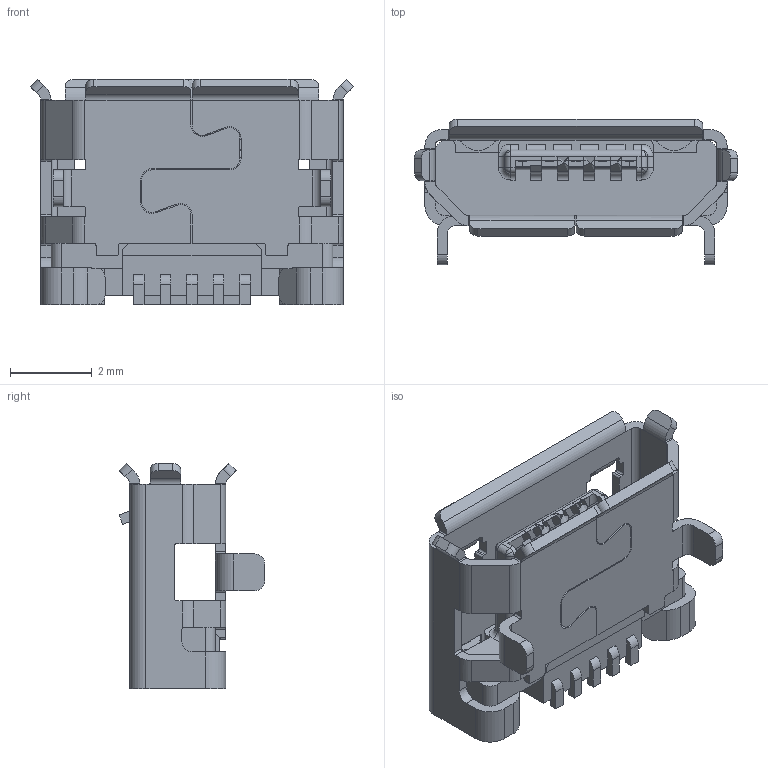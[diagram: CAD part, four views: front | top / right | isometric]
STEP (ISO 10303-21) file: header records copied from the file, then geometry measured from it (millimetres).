
FILE_DESCRIPTION(('CoCreate Modeling STEP Export'),'2;1');
FILE_NAME('3d-A4A0504-A.stp','2010-07-26T13:41:44',(''),(''),'CoCreate Modeling STEP processor for AP214 (Solid Model)','CoCreate Modeling 16.00 13-May-2008 (C) Parametric Technology GmbH','');
FILE_SCHEMA(('AUTOMOTIVE_DESIGN { 1 0 10303 214 1 1 1 1 }'));
Length unit declared in the file: millimetre
Products named in the file (4): 2301-0021_26_.2; 1002-0144; 1001-0076_ASM_28__ASM; A4A0504-A.stp
Assembly tree (3 placements, depth 4):
  A4A0504-A.stp
    1001-0076_ASM_28__ASM
      1002-0144
        2301-0021_26_.2
Bounding box: 7.91 x 3.57 x 5.52 mm (x, y, z)
Surface area: 245 mm2 (no closed solid volume)
Topology: 0 solids, 1 shells, 613 faces, 1787 edges, 1139 vertices
Faces by surface type: plane 387, cylinder 206, cone 8, sphere 8, torus 4
Full cylindrical faces by diameter (mm): 0.3 x1
Entity records: 19719 total; most frequent: CARTESIAN_POINT 3578, ORIENTED_EDGE 3554, DIRECTION 3253, EDGE_CURVE 1767, VECTOR 1231, LINE 1231, VERTEX_POINT 1136, AXIS2_PLACEMENT_3D 1011
